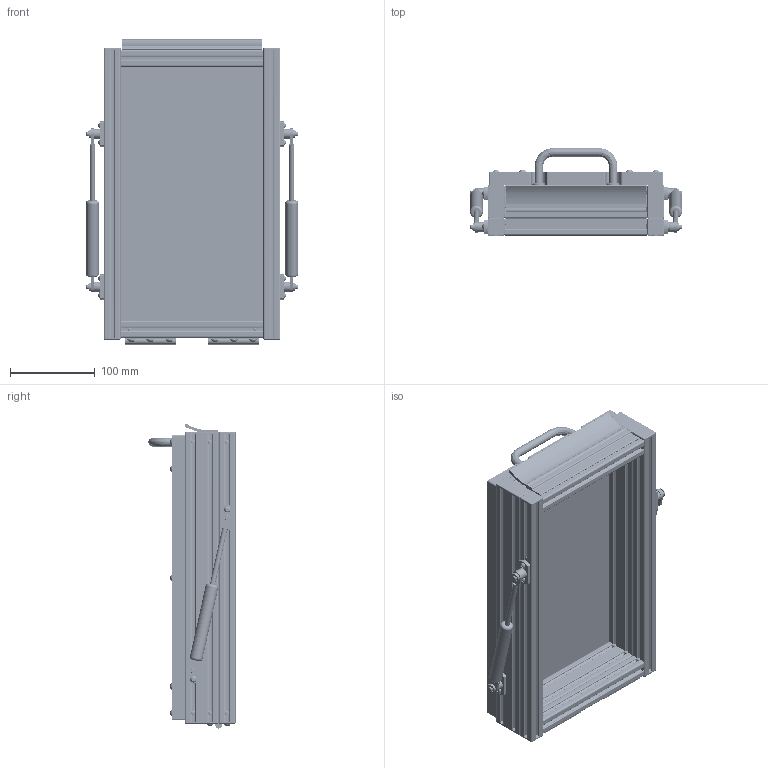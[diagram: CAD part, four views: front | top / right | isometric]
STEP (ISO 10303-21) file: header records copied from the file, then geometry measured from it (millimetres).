
FILE_DESCRIPTION (( 'STEP AP214' ), '1' );
FILE_NAME ('34301~0.STEP', '2020-03-11T09:53:34', ( '' ), ( '' ), 'SwSTEP 2.0', 'SolidWorks 2018', '' );
FILE_SCHEMA (( 'AUTOMOTIVE_DESIGN' ));
Length unit declared in the file: millimetre
Products named in the file (33): ISO7380~n_M04,0x010; 14057~2_S; DIN912~n_M05,0x040; 2605~0; 34234~0; 31254~0_S; ISO7380~n_M04,0x008; 34050~0; 9523~0; 34046~0; 33885~2_S; 34048~0; 12849~0; 2497~0; 13373~0; 34047~0; ISO7380~n_M04,0x020; 3381~0; Scharnier~0_Teil1; DIN6325~n_04,0m6x030; 34049~0; 13372~1; 25285~1; 9289~0; 34301~0; Stift_zu_Scharnier_13372~0; 2833~0_d 5; 9289-1~0; 13635~0; 3376~0; Scharnier~0_Teil2; DIN125~n_04,3 M04,0; 9289-2~0
Assembly tree (114 placements, depth 5):
  34301~0
    33885~2_S
      34049~0  x2
      34047~0  x2
      34048~0
      34046~0  x2
      34050~0
      25285~1  x4
      13635~0
      2833~0_d 5  x4
      3381~0  x8
      12849~0  x2
        13372~1
          Scharnier~0_Teil1
          Scharnier~0_Teil2
          Stift_zu_Scharnier_13372~0
        DIN125~n_04,3 M04,0
        ISO7380~n_M04,0x008
        13373~0
      9289~0  x12
        9289-1~0
        9289-2~0
      9523~0  x4
      3376~0  x4
      34234~0
      31254~0_S  x2
      2497~0  x2
      2605~0  x4
      ISO7380~n_M04,0x010  x8
      DIN912~n_M05,0x040  x2
    14057~2_S
    3381~0  x10
    ISO7380~n_M04,0x020  x10
    DIN6325~n_04,0m6x030  x2
Bounding box: 250.3 x 103 x 360.31 mm (x, y, z)
Volume: 1696394.7 mm3; surface area: 753077.6 mm2
Topology: 141 solids, 141 shells, 5080 faces, 13140 edges, 8340 vertices
Faces by surface type: plane 2627, cylinder 2013, cone 184, torus 124, bspline 88, sphere 44
Entity records: 50485 total; most frequent: CARTESIAN_POINT 11843, DIRECTION 7697, ORIENTED_EDGE 7406, EDGE_CURVE 3703, AXIS2_PLACEMENT_3D 2810, VERTEX_POINT 2406, VECTOR 2077, LINE 2077
